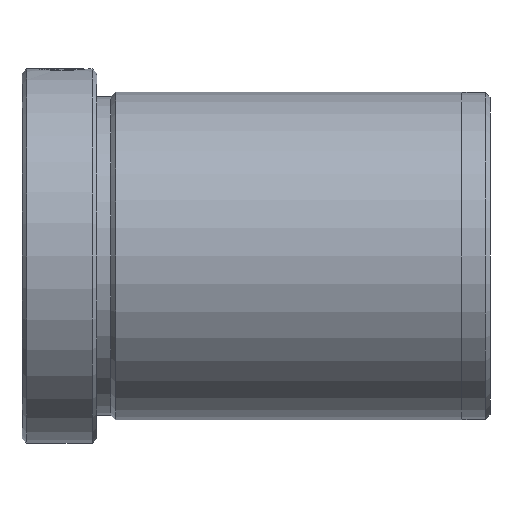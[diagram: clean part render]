
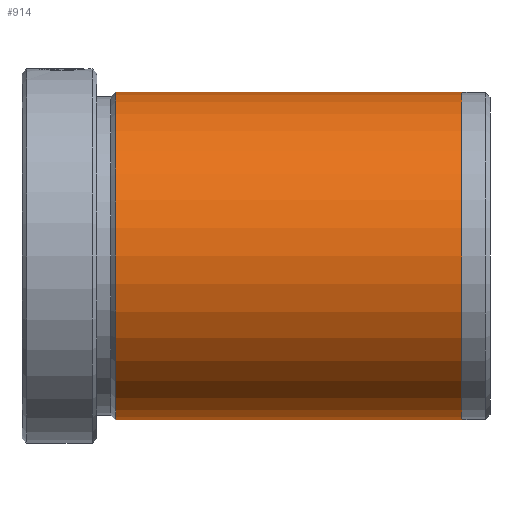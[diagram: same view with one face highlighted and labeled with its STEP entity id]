
A CAD part, left-side view. The second image highlights one B-rep face of the part: STEP entity #914.
In plain terms, the highlighted cylindrical face has radius 17.5 mm (diameter 35 mm), a partial arc.
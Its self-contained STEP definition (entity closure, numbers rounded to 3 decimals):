
#5 = ORIENTED_EDGE ( 'NONE', *, *, #300, .T. ) ;
#16 = VERTEX_POINT ( 'NONE', #166 ) ;
#30 = DIRECTION ( 'NONE',  ( 0., 0., -1. ) ) ;
#82 = CIRCLE ( 'NONE', #1181, 17.5 ) ;
#131 = VECTOR ( 'NONE', #591, 1000. ) ;
#134 = VERTEX_POINT ( 'NONE', #1495 ) ;
#155 = CIRCLE ( 'NONE', #405, 17.5 ) ;
#166 = CARTESIAN_POINT ( 'NONE',  ( 0., -47., 17.5 ) ) ;
#174 = DIRECTION ( 'NONE',  ( 0., 0., 1. ) ) ;
#178 = EDGE_LOOP ( 'NONE', ( #1622, #1341, #5, #1279 ) ) ;
#207 = CARTESIAN_POINT ( 'NONE',  ( 0., -10., 17.5 ) ) ;
#209 = CARTESIAN_POINT ( 'NONE',  ( 0., 0., 17.5 ) ) ;
#300 = EDGE_CURVE ( 'NONE', #16, #961, #309, .T. ) ;
#309 = LINE ( 'NONE', #209, #131 ) ;
#343 = CARTESIAN_POINT ( 'NONE',  ( 0., -10., 0. ) ) ;
#405 = AXIS2_PLACEMENT_3D ( 'NONE', #343, #1282, #466 ) ;
#406 = FACE_OUTER_BOUND ( 'NONE', #178, .T. ) ;
#450 = EDGE_CURVE ( 'NONE', #1595, #961, #155, .T. ) ;
#466 = DIRECTION ( 'NONE',  ( 0., 0., 1. ) ) ;
#591 = DIRECTION ( 'NONE',  ( 0., 1., 0. ) ) ;
#809 = DIRECTION ( 'NONE',  ( 0., -1., 0. ) ) ;
#914 = ADVANCED_FACE ( 'NONE', ( #406 ), #1537, .T. ) ;
#961 = VERTEX_POINT ( 'NONE', #207 ) ;
#1021 = CARTESIAN_POINT ( 'NONE',  ( 0., -10., -17.5 ) ) ;
#1093 = CARTESIAN_POINT ( 'NONE',  ( 0., 0., 0. ) ) ;
#1134 = CARTESIAN_POINT ( 'NONE',  ( 0., 0., -17.5 ) ) ;
#1181 = AXIS2_PLACEMENT_3D ( 'NONE', #1651, #809, #30 ) ;
#1232 = DIRECTION ( 'NONE',  ( 0., 1., 0. ) ) ;
#1279 = ORIENTED_EDGE ( 'NONE', *, *, #450, .F. ) ;
#1282 = DIRECTION ( 'NONE',  ( 0., 1., 0. ) ) ;
#1337 = VECTOR ( 'NONE', #1432, 1000. ) ;
#1341 = ORIENTED_EDGE ( 'NONE', *, *, #1399, .F. ) ;
#1399 = EDGE_CURVE ( 'NONE', #16, #134, #82, .T. ) ;
#1432 = DIRECTION ( 'NONE',  ( 0., 1., 0. ) ) ;
#1495 = CARTESIAN_POINT ( 'NONE',  ( 0., -47., -17.5 ) ) ;
#1520 = EDGE_CURVE ( 'NONE', #134, #1595, #1723, .T. ) ;
#1537 = CYLINDRICAL_SURFACE ( 'NONE', #1563, 17.5 ) ;
#1563 = AXIS2_PLACEMENT_3D ( 'NONE', #1093, #1232, #174 ) ;
#1595 = VERTEX_POINT ( 'NONE', #1021 ) ;
#1622 = ORIENTED_EDGE ( 'NONE', *, *, #1520, .F. ) ;
#1651 = CARTESIAN_POINT ( 'NONE',  ( 0., -47., 0. ) ) ;
#1723 = LINE ( 'NONE', #1134, #1337 ) ;
